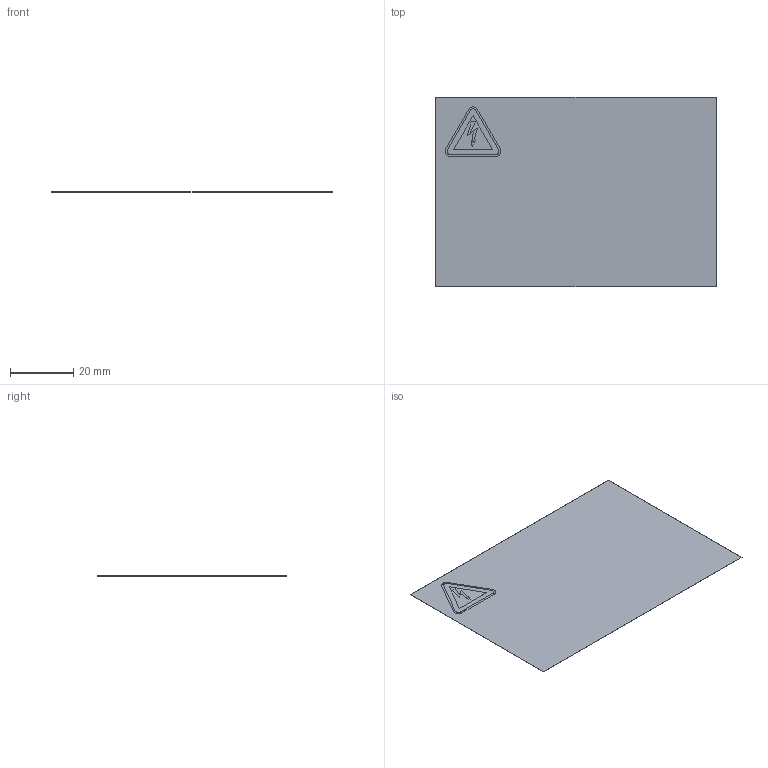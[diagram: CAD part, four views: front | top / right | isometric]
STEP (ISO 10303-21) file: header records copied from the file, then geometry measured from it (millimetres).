
FILE_DESCRIPTION(('CATIA V5 STEP','CAx-IF Rec.Pracs.--- Model Styling and Organization---1.4--- 2014-01-23'),'2;1');
FILE_NAME ('1349449-7_0', '2021-12-07T12:26:03+00:00', ('none'), ('Weidmueller'), 'CATIA Version 5-6 Release 2016 SP3 HF44', 'CATIA V5 STEP AP214', 'none');
FILE_SCHEMA(('AUTOMOTIVE_DESIGN { 1 0 10303 214 1 1 1 1 }'));
Length unit declared in the file: millimetre
Products named in the file (1): 74895_THM_PV_89X60_B-DR_RT_Simple3D
Bounding box: 89 x 60 x 0.06 mm (x, y, z)
Volume: 268.2 mm3; surface area: 10695.7 mm2
Topology: 1 solids, 1 shells, 36 faces, 90 edges, 60 vertices
Faces by surface type: plane 30, cylinder 6
Entity records: 1110 total; most frequent: CARTESIAN_POINT 185, ORIENTED_EDGE 180, DIRECTION 158, EDGE_CURVE 90, VECTOR 78, LINE 78, VERTEX_POINT 60, AXIS2_PLACEMENT_3D 47
